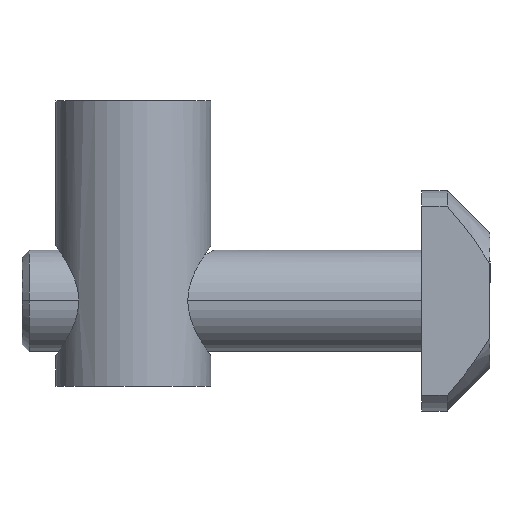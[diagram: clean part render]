
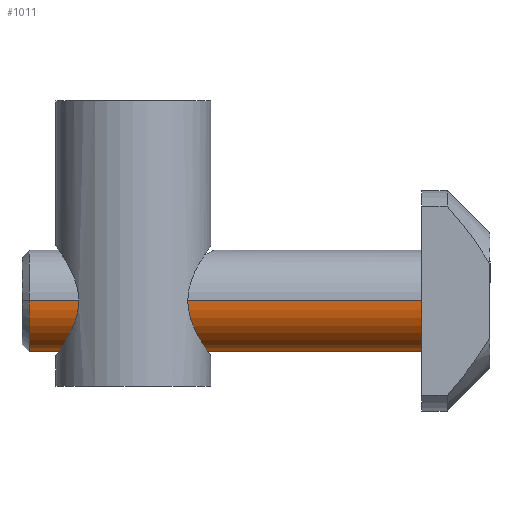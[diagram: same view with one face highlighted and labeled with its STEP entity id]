
A CAD part, front view. The second image highlights one B-rep face of the part: STEP entity #1011.
In plain terms, the highlighted cylindrical face has radius 3.55 mm (diameter 7.1 mm), a partial arc.
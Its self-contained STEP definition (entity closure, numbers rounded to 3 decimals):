
#2 = CARTESIAN_POINT ( 'NONE',  ( -25.3, 3.55, 0. ) ) ;
#41 = EDGE_CURVE ( 'NONE', #650, #1211, #569, .T. ) ;
#138 = ORIENTED_EDGE ( 'NONE', *, *, #41, .T. ) ;
#177 = CARTESIAN_POINT ( 'NONE',  ( 2.2, 3.55, 0. ) ) ;
#215 = EDGE_CURVE ( 'NONE', #1211, #758, #1262, .T. ) ;
#241 = CARTESIAN_POINT ( 'NONE',  ( -25.3, 0., 0. ) ) ;
#242 = EDGE_CURVE ( 'NONE', #1113, #650, #1696, .T. ) ;
#301 = DIRECTION ( 'NONE',  ( -1., 0., 0. ) ) ;
#334 = CARTESIAN_POINT ( 'NONE',  ( -11.8, 0., 0. ) ) ;
#569 = LINE ( 'NONE', #1025, #1451 ) ;
#650 = VERTEX_POINT ( 'NONE', #1119 ) ;
#659 = VECTOR ( 'NONE', #1399, 1000. ) ;
#725 = CYLINDRICAL_SURFACE ( 'NONE', #996, 3.55 ) ;
#758 = VERTEX_POINT ( 'NONE', #2 ) ;
#777 = AXIS2_PLACEMENT_3D ( 'NONE', #1216, #1640, #800 ) ;
#800 = DIRECTION ( 'NONE',  ( 0., -1., 0. ) ) ;
#807 = DIRECTION ( 'NONE',  ( 1., 0., 0. ) ) ;
#847 = EDGE_LOOP ( 'NONE', ( #1108, #1264, #138, #850 ) ) ;
#850 = ORIENTED_EDGE ( 'NONE', *, *, #215, .T. ) ;
#867 = AXIS2_PLACEMENT_3D ( 'NONE', #241, #807, #1502 ) ;
#907 = DIRECTION ( 'NONE',  ( -1., 0., 0. ) ) ;
#996 = AXIS2_PLACEMENT_3D ( 'NONE', #334, #907, #1051 ) ;
#1011 = ADVANCED_FACE ( 'NONE', ( #1694 ), #725, .T. ) ;
#1025 = CARTESIAN_POINT ( 'NONE',  ( -11.8, -3.55, 0. ) ) ;
#1051 = DIRECTION ( 'NONE',  ( 0., -1., 0. ) ) ;
#1107 = CARTESIAN_POINT ( 'NONE',  ( -11.8, 3.55, 0. ) ) ;
#1108 = ORIENTED_EDGE ( 'NONE', *, *, #1159, .F. ) ;
#1113 = VERTEX_POINT ( 'NONE', #177 ) ;
#1119 = CARTESIAN_POINT ( 'NONE',  ( 2.2, -3.55, 0. ) ) ;
#1159 = EDGE_CURVE ( 'NONE', #1113, #758, #1777, .T. ) ;
#1211 = VERTEX_POINT ( 'NONE', #1532 ) ;
#1216 = CARTESIAN_POINT ( 'NONE',  ( 2.2, 0., 0. ) ) ;
#1262 = CIRCLE ( 'NONE', #867, 3.55 ) ;
#1264 = ORIENTED_EDGE ( 'NONE', *, *, #242, .T. ) ;
#1399 = DIRECTION ( 'NONE',  ( -1., 0., 0. ) ) ;
#1451 = VECTOR ( 'NONE', #301, 1000. ) ;
#1502 = DIRECTION ( 'NONE',  ( 0., -1., 0. ) ) ;
#1532 = CARTESIAN_POINT ( 'NONE',  ( -25.3, -3.55, 0. ) ) ;
#1640 = DIRECTION ( 'NONE',  ( -1., 0., 0. ) ) ;
#1694 = FACE_OUTER_BOUND ( 'NONE', #847, .T. ) ;
#1696 = CIRCLE ( 'NONE', #777, 3.55 ) ;
#1777 = LINE ( 'NONE', #1107, #659 ) ;
